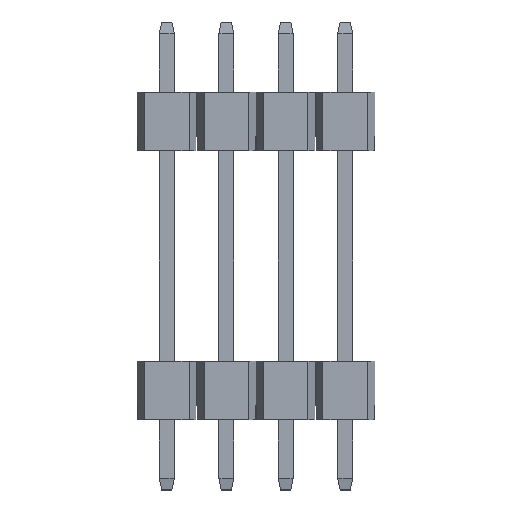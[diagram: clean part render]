
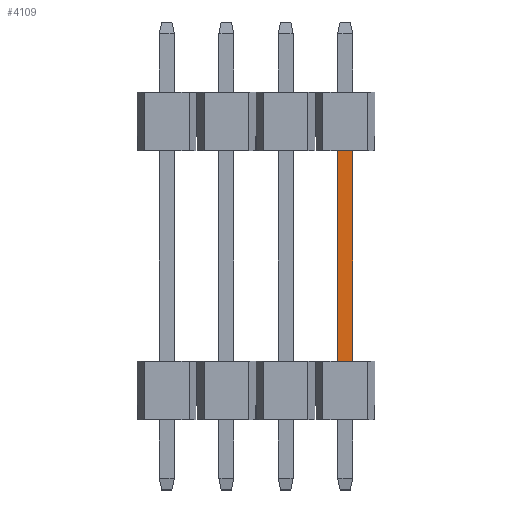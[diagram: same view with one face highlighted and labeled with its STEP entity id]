
A CAD part, top view. The second image highlights one B-rep face of the part: STEP entity #4109.
In plain terms, the highlighted planar face has unit normal (0, 0, 1).
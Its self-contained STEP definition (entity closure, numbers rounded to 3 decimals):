
#673=DIRECTION('',(1.,0.,0.));
#674=VECTOR('',#673,0.64);
#675=CARTESIAN_POINT('',(3.49,2.5,0.32));
#676=LINE('',#675,#674);
#833=DIRECTION('',(1.,0.,0.));
#834=VECTOR('',#833,0.64);
#835=CARTESIAN_POINT('',(3.49,12.1,0.32));
#836=LINE('',#835,#834);
#1265=DIRECTION('',(0.,-1.,0.));
#1266=VECTOR('',#1265,9.6);
#1267=CARTESIAN_POINT('',(3.49,12.1,0.32));
#1268=LINE('',#1267,#1266);
#1309=DIRECTION('',(0.,-1.,0.));
#1310=VECTOR('',#1309,9.6);
#1311=CARTESIAN_POINT('',(4.13,12.1,0.32));
#1312=LINE('',#1311,#1310);
#2177=CARTESIAN_POINT('',(3.49,12.1,0.32));
#2179=VERTEX_POINT('',#2177);
#2181=CARTESIAN_POINT('',(4.13,12.1,0.32));
#2183=VERTEX_POINT('',#2181);
#2185=CARTESIAN_POINT('',(3.49,2.5,0.32));
#2186=VERTEX_POINT('',#2185);
#2189=CARTESIAN_POINT('',(4.13,2.5,0.32));
#2190=VERTEX_POINT('',#2189);
#4097=CARTESIAN_POINT('',(3.49,17.,0.32));
#4098=DIRECTION('',(0.,0.,1.));
#4099=DIRECTION('',(0.,-1.,0.));
#4100=AXIS2_PLACEMENT_3D('',#4097,#4098,#4099);
#4101=PLANE('',#4100);
#4102=ORIENTED_EDGE('',*,*,#3282,.T.);
#4104=ORIENTED_EDGE('',*,*,#4103,.T.);
#4105=ORIENTED_EDGE('',*,*,#3120,.F.);
#4106=ORIENTED_EDGE('',*,*,#4059,.F.);
#4107=EDGE_LOOP('',(#4102,#4104,#4105,#4106));
#4108=FACE_OUTER_BOUND('',#4107,.F.);
#3120=EDGE_CURVE('',#2186,#2190,#676,.T.);
#3282=EDGE_CURVE('',#2179,#2183,#836,.T.);
#4059=EDGE_CURVE('',#2179,#2186,#1268,.T.);
#4103=EDGE_CURVE('',#2183,#2190,#1312,.T.);
#4109=ADVANCED_FACE('',(#4108),#4101,.T.);
